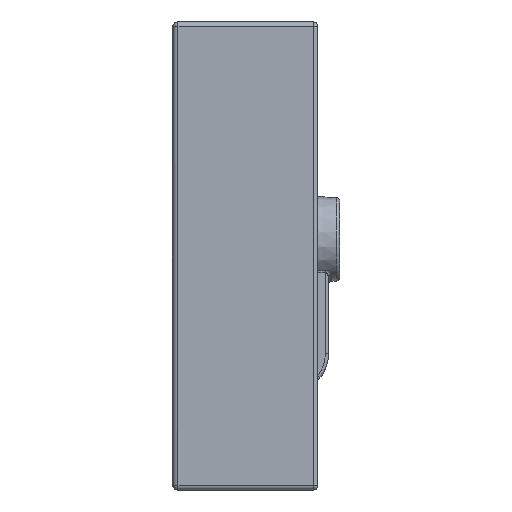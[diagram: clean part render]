
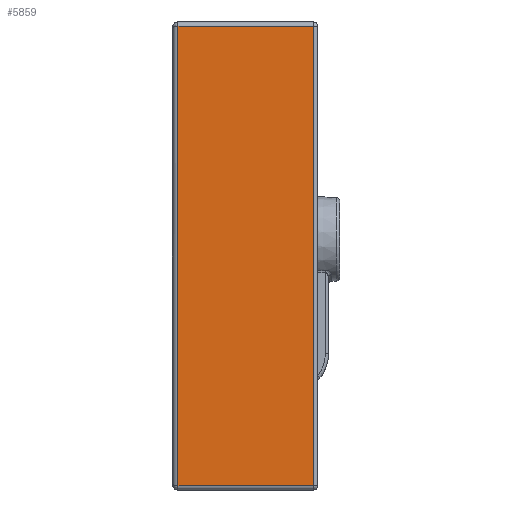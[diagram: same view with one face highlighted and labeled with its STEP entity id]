
A CAD part, left-side view. The second image highlights one B-rep face of the part: STEP entity #5859.
In plain terms, the highlighted planar face has unit normal (-1, 0, 0).
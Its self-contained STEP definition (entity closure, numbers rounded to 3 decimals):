
#173 = LINE ( 'NONE', #5983, #6471 ) ;
#374 = CARTESIAN_POINT ( 'NONE',  ( -300., 130., -206. ) ) ;
#503 = LINE ( 'NONE', #6355, #5939 ) ;
#602 = AXIS2_PLACEMENT_3D ( 'NONE', #6165, #6024, #2347 ) ;
#843 = ORIENTED_EDGE ( 'NONE', *, *, #2615, .T. ) ;
#935 = VECTOR ( 'NONE', #6022, 1000. ) ;
#936 = DIRECTION ( 'NONE',  ( 0., 0., -1. ) ) ;
#978 = FACE_OUTER_BOUND ( 'NONE', #4783, .T. ) ;
#1096 = CARTESIAN_POINT ( 'NONE',  ( -300., 125., 206. ) ) ;
#1189 = VECTOR ( 'NONE', #7939, 1000. ) ;
#1193 = ORIENTED_EDGE ( 'NONE', *, *, #5479, .T. ) ;
#1590 = CARTESIAN_POINT ( 'NONE',  ( -300., 125., -206. ) ) ;
#1595 = ORIENTED_EDGE ( 'NONE', *, *, #8065, .T. ) ;
#2083 = EDGE_CURVE ( 'NONE', #4234, #6475, #173, .T. ) ;
#2347 = DIRECTION ( 'NONE',  ( 0., 0., -1. ) ) ;
#2615 = EDGE_CURVE ( 'NONE', #3696, #3201, #503, .T. ) ;
#3201 = VERTEX_POINT ( 'NONE', #4057 ) ;
#3451 = DIRECTION ( 'NONE',  ( 0., 0., 1. ) ) ;
#3696 = VERTEX_POINT ( 'NONE', #7127 ) ;
#3832 = ORIENTED_EDGE ( 'NONE', *, *, #2083, .T. ) ;
#3886 = CARTESIAN_POINT ( 'NONE',  ( -300., 130., 206. ) ) ;
#4057 = CARTESIAN_POINT ( 'NONE',  ( -300., 3., 206. ) ) ;
#4234 = VERTEX_POINT ( 'NONE', #1096 ) ;
#4783 = EDGE_LOOP ( 'NONE', ( #1193, #843, #1595, #3832 ) ) ;
#5479 = EDGE_CURVE ( 'NONE', #6475, #3696, #8669, .T. ) ;
#5859 = ADVANCED_FACE ( 'NONE', ( #978 ), #8984, .F. ) ;
#5939 = VECTOR ( 'NONE', #3451, 1000. ) ;
#5983 = CARTESIAN_POINT ( 'NONE',  ( -300., 125., 210. ) ) ;
#6022 = DIRECTION ( 'NONE',  ( 0., 1., 0. ) ) ;
#6024 = DIRECTION ( 'NONE',  ( 1., 0., 0. ) ) ;
#6165 = CARTESIAN_POINT ( 'NONE',  ( -300., 130., 210. ) ) ;
#6355 = CARTESIAN_POINT ( 'NONE',  ( -300., 3., 206. ) ) ;
#6471 = VECTOR ( 'NONE', #936, 1000. ) ;
#6475 = VERTEX_POINT ( 'NONE', #1590 ) ;
#7127 = CARTESIAN_POINT ( 'NONE',  ( -300., 3., -206. ) ) ;
#7939 = DIRECTION ( 'NONE',  ( 0., -1., 0. ) ) ;
#8065 = EDGE_CURVE ( 'NONE', #3201, #4234, #8447, .T. ) ;
#8447 = LINE ( 'NONE', #3886, #935 ) ;
#8669 = LINE ( 'NONE', #374, #1189 ) ;
#8984 = PLANE ( 'NONE',  #602 ) ;
